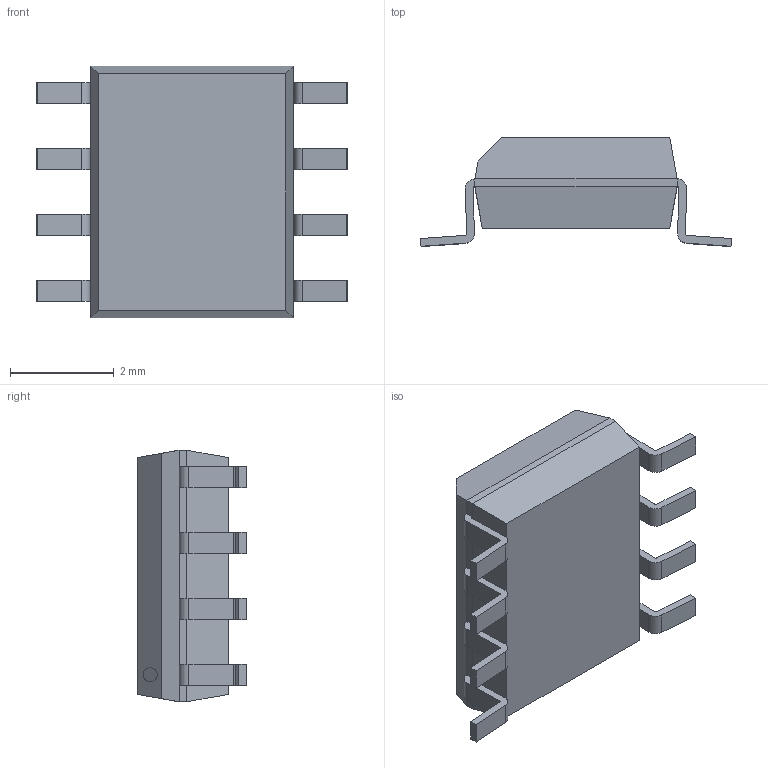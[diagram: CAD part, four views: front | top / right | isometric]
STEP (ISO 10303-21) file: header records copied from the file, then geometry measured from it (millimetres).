
FILE_DESCRIPTION (( 'STEP AP214' ), '1' );
FILE_NAME ('TS103ACS RLG.STEP', '2022-01-17T22:03:20', ( '' ), ( '' ), 'SwSTEP 2.0', 'SolidWorks 2017', '' );
FILE_SCHEMA (( 'AUTOMOTIVE_DESIGN' ));
Length unit declared in the file: millimetre
Products named in the file (1): TS103ACS RLG
Bounding box: 6 x 2.1 x 4.85 mm (x, y, z)
Volume: 31.8 mm3; surface area: 82.2 mm2
Topology: 10 solids, 10 shells, 134 faces, 331 edges, 218 vertices
Faces by surface type: plane 82, cylinder 52
Entity records: 4086 total; most frequent: DIRECTION 697, CARTESIAN_POINT 696, ORIENTED_EDGE 662, EDGE_CURVE 331, AXIS2_PLACEMENT_3D 235, LINE 227, VECTOR 227, VERTEX_POINT 218
